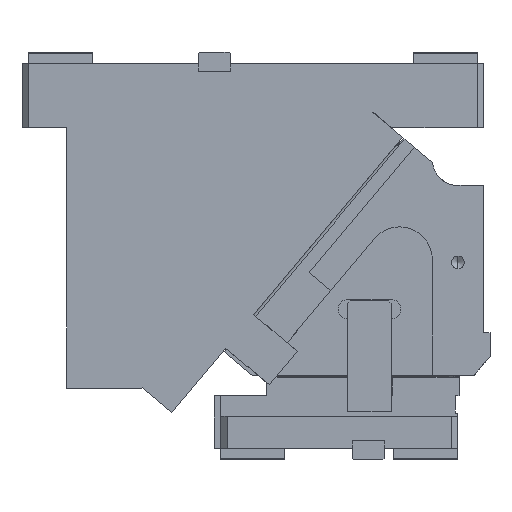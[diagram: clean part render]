
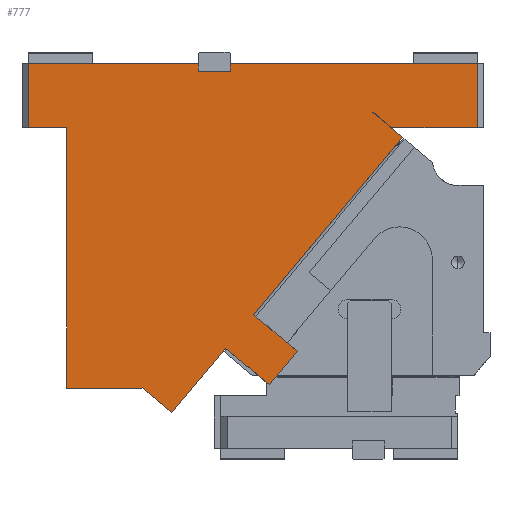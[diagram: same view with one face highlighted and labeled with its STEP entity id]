
A CAD part, front view. The second image highlights one B-rep face of the part: STEP entity #777.
In plain terms, the highlighted planar face has unit normal (0, -1, 0).
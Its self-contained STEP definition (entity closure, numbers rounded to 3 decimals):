
#189=CARTESIAN_POINT('Vertex',(162.5,-100.,-6.)) ;
#192=CARTESIAN_POINT('Line Origine',(162.5,-100.,-3.)) ;
#196=CARTESIAN_POINT('Vertex',(162.5,-100.,0.)) ;
#220=CARTESIAN_POINT('Vertex',(137.5,-100.,0.)) ;
#223=CARTESIAN_POINT('Line Origine',(137.5,-100.,-3.)) ;
#227=CARTESIAN_POINT('Vertex',(137.5,-100.,-6.)) ;
#247=CARTESIAN_POINT('Line Origine',(150.,-100.,-6.)) ;
#461=CARTESIAN_POINT('Line Origine',(258.75,-100.,0.)) ;
#465=CARTESIAN_POINT('Vertex',(355.,-100.,0.)) ;
#632=CARTESIAN_POINT('Axis2P3D Location',(0.,-100.,0.)) ;
#637=CARTESIAN_POINT('Line Origine',(238.698,-100.,-126.694)) ;
#641=CARTESIAN_POINT('Vertex',(180.687,-100.,-195.829)) ;
#643=CARTESIAN_POINT('Vertex',(296.71,-100.,-57.558)) ;
#646=CARTESIAN_POINT('Line Origine',(285.219,-100.,-47.916)) ;
#650=CARTESIAN_POINT('Vertex',(273.729,-100.,-38.275)) ;
#653=CARTESIAN_POINT('Line Origine',(273.889,-100.,-38.083)) ;
#657=CARTESIAN_POINT('Vertex',(274.05,-100.,-37.892)) ;
#660=CARTESIAN_POINT('Line Origine',(281.265,-100.,-43.946)) ;
#664=CARTESIAN_POINT('Vertex',(288.48,-100.,-50.)) ;
#667=CARTESIAN_POINT('Line Origine',(321.74,-100.,-50.)) ;
#671=CARTESIAN_POINT('Vertex',(355.,-100.,-50.)) ;
#674=CARTESIAN_POINT('Line Origine',(355.,-100.,-25.)) ;
#679=CARTESIAN_POINT('Line Origine',(71.25,-100.,0.)) ;
#683=CARTESIAN_POINT('Vertex',(5.,-100.,0.)) ;
#686=CARTESIAN_POINT('Line Origine',(5.,-100.,-25.)) ;
#690=CARTESIAN_POINT('Vertex',(5.,-100.,-50.)) ;
#693=CARTESIAN_POINT('Line Origine',(20.,-100.,-50.)) ;
#697=CARTESIAN_POINT('Vertex',(35.,-100.,-50.)) ;
#700=CARTESIAN_POINT('Line Origine',(35.,-100.,-151.5)) ;
#704=CARTESIAN_POINT('Vertex',(35.,-100.,-253.)) ;
#707=CARTESIAN_POINT('Line Origine',(64.276,-100.,-253.)) ;
#711=CARTESIAN_POINT('Vertex',(93.553,-100.,-253.)) ;
#714=CARTESIAN_POINT('Line Origine',(93.65,-100.,-252.884)) ;
#718=CARTESIAN_POINT('Vertex',(93.748,-100.,-252.767)) ;
#721=CARTESIAN_POINT('Line Origine',(105.239,-100.,-262.409)) ;
#725=CARTESIAN_POINT('Vertex',(116.729,-100.,-272.051)) ;
#728=CARTESIAN_POINT('Line Origine',(137.781,-100.,-246.963)) ;
#732=CARTESIAN_POINT('Vertex',(158.832,-100.,-221.875)) ;
#735=CARTESIAN_POINT('Line Origine',(175.877,-100.,-236.177)) ;
#739=CARTESIAN_POINT('Vertex',(192.921,-100.,-250.479)) ;
#742=CARTESIAN_POINT('Line Origine',(203.848,-100.,-237.456)) ;
#746=CARTESIAN_POINT('Vertex',(214.776,-100.,-224.433)) ;
#749=CARTESIAN_POINT('Line Origine',(197.731,-100.,-210.131)) ;
#193=DIRECTION('Vector Direction',(0.,0.,-1.)) ;
#224=DIRECTION('Vector Direction',(0.,0.,1.)) ;
#248=DIRECTION('Vector Direction',(1.,0.,0.)) ;
#462=DIRECTION('Vector Direction',(1.,0.,0.)) ;
#633=DIRECTION('Axis2P3D Direction',(0.,1.,0.)) ;
#634=DIRECTION('Axis2P3D XDirection',(0.,0.,1.)) ;
#638=DIRECTION('Vector Direction',(-0.643,0.,-0.766)) ;
#647=DIRECTION('Vector Direction',(0.766,0.,-0.643)) ;
#654=DIRECTION('Vector Direction',(-0.643,0.,-0.766)) ;
#661=DIRECTION('Vector Direction',(-0.766,0.,0.643)) ;
#668=DIRECTION('Vector Direction',(-1.,0.,0.)) ;
#675=DIRECTION('Vector Direction',(0.,0.,1.)) ;
#680=DIRECTION('Vector Direction',(1.,0.,0.)) ;
#687=DIRECTION('Vector Direction',(0.,0.,-1.)) ;
#694=DIRECTION('Vector Direction',(1.,0.,0.)) ;
#701=DIRECTION('Vector Direction',(0.,0.,-1.)) ;
#708=DIRECTION('Vector Direction',(-1.,0.,0.)) ;
#715=DIRECTION('Vector Direction',(-0.643,0.,-0.766)) ;
#722=DIRECTION('Vector Direction',(-0.766,0.,0.643)) ;
#729=DIRECTION('Vector Direction',(-0.643,0.,-0.766)) ;
#736=DIRECTION('Vector Direction',(-0.766,0.,0.643)) ;
#743=DIRECTION('Vector Direction',(0.643,0.,0.766)) ;
#750=DIRECTION('Vector Direction',(-0.766,0.,0.643)) ;
#635=AXIS2_PLACEMENT_3D('Plane Axis2P3D',#632,#633,#634) ;
#755=ORIENTED_EDGE('',*,*,#645,.T.) ;
#756=ORIENTED_EDGE('',*,*,#652,.T.) ;
#757=ORIENTED_EDGE('',*,*,#659,.F.) ;
#758=ORIENTED_EDGE('',*,*,#666,.F.) ;
#759=ORIENTED_EDGE('',*,*,#673,.F.) ;
#760=ORIENTED_EDGE('',*,*,#678,.T.) ;
#761=ORIENTED_EDGE('',*,*,#467,.F.) ;
#762=ORIENTED_EDGE('',*,*,#198,.T.) ;
#763=ORIENTED_EDGE('',*,*,#251,.F.) ;
#764=ORIENTED_EDGE('',*,*,#229,.T.) ;
#765=ORIENTED_EDGE('',*,*,#685,.F.) ;
#766=ORIENTED_EDGE('',*,*,#692,.T.) ;
#767=ORIENTED_EDGE('',*,*,#699,.T.) ;
#768=ORIENTED_EDGE('',*,*,#706,.T.) ;
#769=ORIENTED_EDGE('',*,*,#713,.F.) ;
#770=ORIENTED_EDGE('',*,*,#720,.F.) ;
#771=ORIENTED_EDGE('',*,*,#727,.T.) ;
#772=ORIENTED_EDGE('',*,*,#734,.T.) ;
#773=ORIENTED_EDGE('',*,*,#741,.F.) ;
#774=ORIENTED_EDGE('',*,*,#748,.T.) ;
#775=ORIENTED_EDGE('',*,*,#753,.T.) ;
#194=VECTOR('Line Direction',#193,1.) ;
#225=VECTOR('Line Direction',#224,1.) ;
#249=VECTOR('Line Direction',#248,1.) ;
#463=VECTOR('Line Direction',#462,1.) ;
#639=VECTOR('Line Direction',#638,1.) ;
#648=VECTOR('Line Direction',#647,1.) ;
#655=VECTOR('Line Direction',#654,1.) ;
#662=VECTOR('Line Direction',#661,1.) ;
#669=VECTOR('Line Direction',#668,1.) ;
#676=VECTOR('Line Direction',#675,1.) ;
#681=VECTOR('Line Direction',#680,1.) ;
#688=VECTOR('Line Direction',#687,1.) ;
#695=VECTOR('Line Direction',#694,1.) ;
#702=VECTOR('Line Direction',#701,1.) ;
#709=VECTOR('Line Direction',#708,1.) ;
#716=VECTOR('Line Direction',#715,1.) ;
#723=VECTOR('Line Direction',#722,1.) ;
#730=VECTOR('Line Direction',#729,1.) ;
#737=VECTOR('Line Direction',#736,1.) ;
#744=VECTOR('Line Direction',#743,1.) ;
#751=VECTOR('Line Direction',#750,1.) ;
#777=ADVANCED_FACE('CAM HOLDER',(#776),#636,.F.) ;
#198=EDGE_CURVE('',#197,#190,#195,.T.) ;
#229=EDGE_CURVE('',#228,#221,#226,.T.) ;
#251=EDGE_CURVE('',#228,#190,#250,.T.) ;
#467=EDGE_CURVE('',#197,#466,#464,.T.) ;
#645=EDGE_CURVE('',#642,#644,#640,.F.) ;
#652=EDGE_CURVE('',#644,#651,#649,.F.) ;
#659=EDGE_CURVE('',#658,#651,#656,.T.) ;
#666=EDGE_CURVE('',#665,#658,#663,.T.) ;
#673=EDGE_CURVE('',#672,#665,#670,.T.) ;
#678=EDGE_CURVE('',#672,#466,#677,.T.) ;
#685=EDGE_CURVE('',#684,#221,#682,.T.) ;
#692=EDGE_CURVE('',#684,#691,#689,.T.) ;
#699=EDGE_CURVE('',#691,#698,#696,.T.) ;
#706=EDGE_CURVE('',#698,#705,#703,.T.) ;
#713=EDGE_CURVE('',#712,#705,#710,.T.) ;
#720=EDGE_CURVE('',#719,#712,#717,.T.) ;
#727=EDGE_CURVE('',#719,#726,#724,.F.) ;
#734=EDGE_CURVE('',#726,#733,#731,.F.) ;
#741=EDGE_CURVE('',#740,#733,#738,.T.) ;
#748=EDGE_CURVE('',#740,#747,#745,.T.) ;
#753=EDGE_CURVE('',#747,#642,#752,.T.) ;
#754=EDGE_LOOP('',(#755,#756,#757,#758,#759,#760,#761,#762,#763,#764,#765,#766,#767,#768,#769,#770,#771,#772,#773,#774,#775)) ;
#776=FACE_OUTER_BOUND('',#754,.T.) ;
#195=LINE('Line',#192,#194) ;
#226=LINE('Line',#223,#225) ;
#250=LINE('Line',#247,#249) ;
#464=LINE('Line',#461,#463) ;
#640=LINE('Line',#637,#639) ;
#649=LINE('Line',#646,#648) ;
#656=LINE('Line',#653,#655) ;
#663=LINE('Line',#660,#662) ;
#670=LINE('Line',#667,#669) ;
#677=LINE('Line',#674,#676) ;
#682=LINE('Line',#679,#681) ;
#689=LINE('Line',#686,#688) ;
#696=LINE('Line',#693,#695) ;
#703=LINE('Line',#700,#702) ;
#710=LINE('Line',#707,#709) ;
#717=LINE('Line',#714,#716) ;
#724=LINE('Line',#721,#723) ;
#731=LINE('Line',#728,#730) ;
#738=LINE('Line',#735,#737) ;
#745=LINE('Line',#742,#744) ;
#752=LINE('Line',#749,#751) ;
#636=PLANE('Plane',#635) ;
#190=VERTEX_POINT('',#189) ;
#197=VERTEX_POINT('',#196) ;
#221=VERTEX_POINT('',#220) ;
#228=VERTEX_POINT('',#227) ;
#466=VERTEX_POINT('',#465) ;
#642=VERTEX_POINT('',#641) ;
#644=VERTEX_POINT('',#643) ;
#651=VERTEX_POINT('',#650) ;
#658=VERTEX_POINT('',#657) ;
#665=VERTEX_POINT('',#664) ;
#672=VERTEX_POINT('',#671) ;
#684=VERTEX_POINT('',#683) ;
#691=VERTEX_POINT('',#690) ;
#698=VERTEX_POINT('',#697) ;
#705=VERTEX_POINT('',#704) ;
#712=VERTEX_POINT('',#711) ;
#719=VERTEX_POINT('',#718) ;
#726=VERTEX_POINT('',#725) ;
#733=VERTEX_POINT('',#732) ;
#740=VERTEX_POINT('',#739) ;
#747=VERTEX_POINT('',#746) ;
